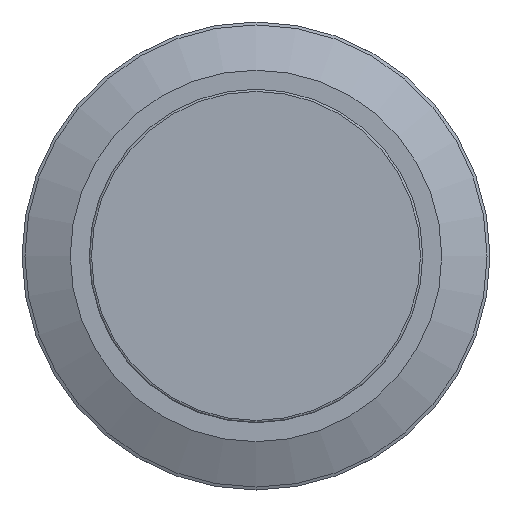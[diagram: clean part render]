
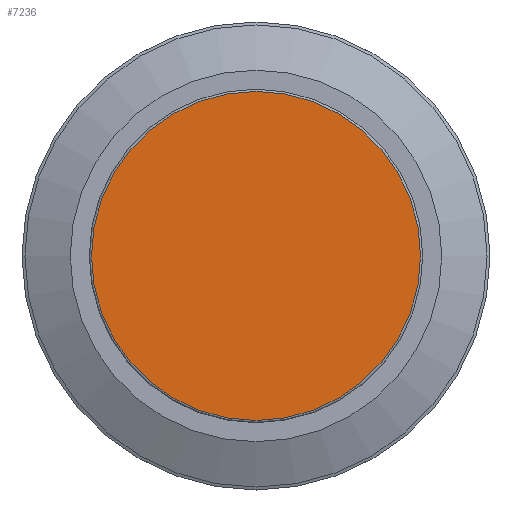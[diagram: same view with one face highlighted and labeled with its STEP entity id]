
A CAD part, top view. The second image highlights one B-rep face of the part: STEP entity #7236.
In plain terms, the highlighted planar face has unit normal (0, 0, 1).
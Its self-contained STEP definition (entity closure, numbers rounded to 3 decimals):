
#295=PLANE('',#7862);
#641=FACE_OUTER_BOUND('',#1070,.T.);
#1070=EDGE_LOOP('',(#6105));
#1420=CIRCLE('',#7863,11.25);
#3407=VERTEX_POINT('',#11882);
#4337=EDGE_CURVE('',#3407,#3407,#1420,.T.);
#6105=ORIENTED_EDGE('',*,*,#4337,.F.);
#7236=ADVANCED_FACE('',(#641),#295,.F.);
#7862=AXIS2_PLACEMENT_3D('',#11881,#9637,#9638);
#7863=AXIS2_PLACEMENT_3D('',#11883,#9639,#9640);
#9637=DIRECTION('center_axis',(0.,0.,
-1.));
#9638=DIRECTION('ref_axis',(0.,1.,0.));
#9639=DIRECTION('center_axis',(0.,0.,
-1.));
#9640=DIRECTION('ref_axis',(0.,1.,0.));
#11881=CARTESIAN_POINT('Origin',(0.,0.,
267.69));
#11882=CARTESIAN_POINT('',(0.,-11.25,267.69));
#11883=CARTESIAN_POINT('Origin',(0.,0.,
267.69));
